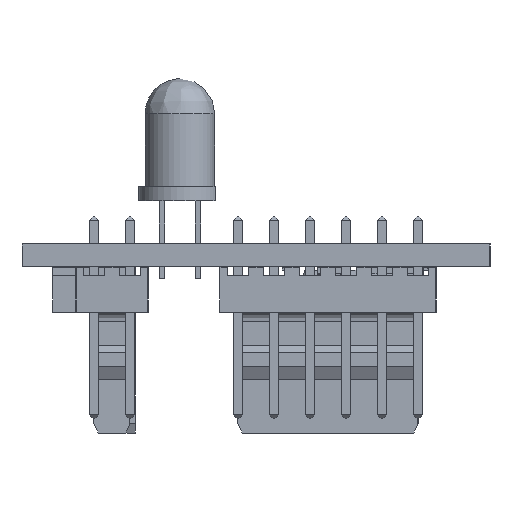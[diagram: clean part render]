
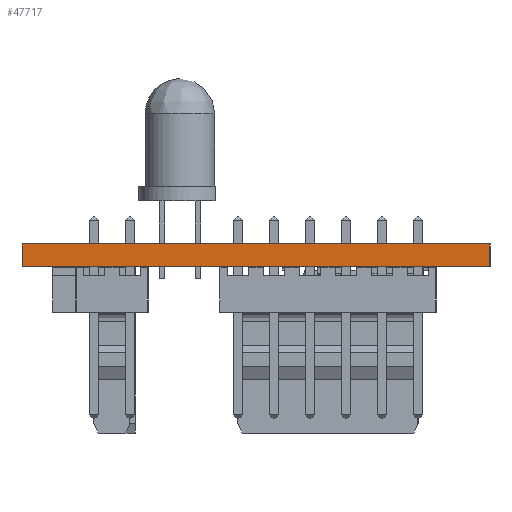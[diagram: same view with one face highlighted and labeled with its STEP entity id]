
A CAD part, left-side view. The second image highlights one B-rep face of the part: STEP entity #47717.
In plain terms, the highlighted planar face has unit normal (-1, 0, 0).
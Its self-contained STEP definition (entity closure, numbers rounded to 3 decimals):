
#47717 = ADVANCED_FACE('',(#47718),#47732,.F.);
#47718 = FACE_BOUND('',#47719,.F.);
#47719 = EDGE_LOOP('',(#47720,#47755,#47783,#47811));
#47720 = ORIENTED_EDGE('',*,*,#47721,.T.);
#47721 = EDGE_CURVE('',#47722,#47724,#47726,.T.);
#47722 = VERTEX_POINT('',#47723);
#47723 = CARTESIAN_POINT('',(0.,33.02,0.));
#47724 = VERTEX_POINT('',#47725);
#47725 = CARTESIAN_POINT('',(0.,33.02,1.6));
#47726 = SURFACE_CURVE('',#47727,(#47731,#47743),.PCURVE_S1.);
#47727 = LINE('',#47728,#47729);
#47728 = CARTESIAN_POINT('',(0.,33.02,0.));
#47729 = VECTOR('',#47730,1.);
#47730 = DIRECTION('',(0.,0.,1.));
#47731 = PCURVE('',#47732,#47737);
#47732 = PLANE('',#47733);
#47733 = AXIS2_PLACEMENT_3D('',#47734,#47735,#47736);
#47734 = CARTESIAN_POINT('',(0.,33.02,0.));
#47735 = DIRECTION('',(1.,0.,-0.));
#47736 = DIRECTION('',(0.,-1.,0.));
#47737 = DEFINITIONAL_REPRESENTATION('',(#47738),#47742);
#47738 = LINE('',#47739,#47740);
#47739 = CARTESIAN_POINT('',(0.,0.));
#47740 = VECTOR('',#47741,1.);
#47741 = DIRECTION('',(0.,-1.));
#47742 = ( GEOMETRIC_REPRESENTATION_CONTEXT(2) 
PARAMETRIC_REPRESENTATION_CONTEXT() REPRESENTATION_CONTEXT('2D SPACE',''
  ) );
#47743 = PCURVE('',#47744,#47749);
#47744 = PLANE('',#47745);
#47745 = AXIS2_PLACEMENT_3D('',#47746,#47747,#47748);
#47746 = CARTESIAN_POINT('',(403.86,33.02,0.));
#47747 = DIRECTION('',(0.,-1.,0.));
#47748 = DIRECTION('',(-1.,0.,0.));
#47749 = DEFINITIONAL_REPRESENTATION('',(#47750),#47754);
#47750 = LINE('',#47751,#47752);
#47751 = CARTESIAN_POINT('',(403.86,0.));
#47752 = VECTOR('',#47753,1.);
#47753 = DIRECTION('',(0.,-1.));
#47754 = ( GEOMETRIC_REPRESENTATION_CONTEXT(2) 
PARAMETRIC_REPRESENTATION_CONTEXT() REPRESENTATION_CONTEXT('2D SPACE',''
  ) );
#47755 = ORIENTED_EDGE('',*,*,#47756,.T.);
#47756 = EDGE_CURVE('',#47724,#47757,#47759,.T.);
#47757 = VERTEX_POINT('',#47758);
#47758 = CARTESIAN_POINT('',(0.,0.,1.6));
#47759 = SURFACE_CURVE('',#47760,(#47764,#47771),.PCURVE_S1.);
#47760 = LINE('',#47761,#47762);
#47761 = CARTESIAN_POINT('',(0.,33.02,1.6));
#47762 = VECTOR('',#47763,1.);
#47763 = DIRECTION('',(0.,-1.,0.));
#47764 = PCURVE('',#47732,#47765);
#47765 = DEFINITIONAL_REPRESENTATION('',(#47766),#47770);
#47766 = LINE('',#47767,#47768);
#47767 = CARTESIAN_POINT('',(0.,-1.6));
#47768 = VECTOR('',#47769,1.);
#47769 = DIRECTION('',(1.,0.));
#47770 = ( GEOMETRIC_REPRESENTATION_CONTEXT(2) 
PARAMETRIC_REPRESENTATION_CONTEXT() REPRESENTATION_CONTEXT('2D SPACE',''
  ) );
#47771 = PCURVE('',#47772,#47777);
#47772 = PLANE('',#47773);
#47773 = AXIS2_PLACEMENT_3D('',#47774,#47775,#47776);
#47774 = CARTESIAN_POINT('',(201.93,16.51,1.6));
#47775 = DIRECTION('',(0.,0.,1.));
#47776 = DIRECTION('',(1.,0.,-0.));
#47777 = DEFINITIONAL_REPRESENTATION('',(#47778),#47782);
#47778 = LINE('',#47779,#47780);
#47779 = CARTESIAN_POINT('',(-201.93,16.51));
#47780 = VECTOR('',#47781,1.);
#47781 = DIRECTION('',(0.,-1.));
#47782 = ( GEOMETRIC_REPRESENTATION_CONTEXT(2) 
PARAMETRIC_REPRESENTATION_CONTEXT() REPRESENTATION_CONTEXT('2D SPACE',''
  ) );
#47783 = ORIENTED_EDGE('',*,*,#47784,.F.);
#47784 = EDGE_CURVE('',#47785,#47757,#47787,.T.);
#47785 = VERTEX_POINT('',#47786);
#47786 = CARTESIAN_POINT('',(0.,-0.,0.));
#47787 = SURFACE_CURVE('',#47788,(#47792,#47799),.PCURVE_S1.);
#47788 = LINE('',#47789,#47790);
#47789 = CARTESIAN_POINT('',(0.,-0.,0.));
#47790 = VECTOR('',#47791,1.);
#47791 = DIRECTION('',(0.,0.,1.));
#47792 = PCURVE('',#47732,#47793);
#47793 = DEFINITIONAL_REPRESENTATION('',(#47794),#47798);
#47794 = LINE('',#47795,#47796);
#47795 = CARTESIAN_POINT('',(33.02,0.));
#47796 = VECTOR('',#47797,1.);
#47797 = DIRECTION('',(0.,-1.));
#47798 = ( GEOMETRIC_REPRESENTATION_CONTEXT(2) 
PARAMETRIC_REPRESENTATION_CONTEXT() REPRESENTATION_CONTEXT('2D SPACE',''
  ) );
#47799 = PCURVE('',#47800,#47805);
#47800 = PLANE('',#47801);
#47801 = AXIS2_PLACEMENT_3D('',#47802,#47803,#47804);
#47802 = CARTESIAN_POINT('',(0.,0.,0.));
#47803 = DIRECTION('',(0.,1.,0.));
#47804 = DIRECTION('',(1.,0.,0.));
#47805 = DEFINITIONAL_REPRESENTATION('',(#47806),#47810);
#47806 = LINE('',#47807,#47808);
#47807 = CARTESIAN_POINT('',(0.,0.));
#47808 = VECTOR('',#47809,1.);
#47809 = DIRECTION('',(0.,-1.));
#47810 = ( GEOMETRIC_REPRESENTATION_CONTEXT(2) 
PARAMETRIC_REPRESENTATION_CONTEXT() REPRESENTATION_CONTEXT('2D SPACE',''
  ) );
#47811 = ORIENTED_EDGE('',*,*,#47812,.F.);
#47812 = EDGE_CURVE('',#47722,#47785,#47813,.T.);
#47813 = SURFACE_CURVE('',#47814,(#47818,#47825),.PCURVE_S1.);
#47814 = LINE('',#47815,#47816);
#47815 = CARTESIAN_POINT('',(0.,33.02,0.));
#47816 = VECTOR('',#47817,1.);
#47817 = DIRECTION('',(0.,-1.,0.));
#47818 = PCURVE('',#47732,#47819);
#47819 = DEFINITIONAL_REPRESENTATION('',(#47820),#47824);
#47820 = LINE('',#47821,#47822);
#47821 = CARTESIAN_POINT('',(0.,0.));
#47822 = VECTOR('',#47823,1.);
#47823 = DIRECTION('',(1.,0.));
#47824 = ( GEOMETRIC_REPRESENTATION_CONTEXT(2) 
PARAMETRIC_REPRESENTATION_CONTEXT() REPRESENTATION_CONTEXT('2D SPACE',''
  ) );
#47825 = PCURVE('',#47826,#47831);
#47826 = PLANE('',#47827);
#47827 = AXIS2_PLACEMENT_3D('',#47828,#47829,#47830);
#47828 = CARTESIAN_POINT('',(201.93,16.51,0.));
#47829 = DIRECTION('',(0.,0.,1.));
#47830 = DIRECTION('',(1.,0.,-0.));
#47831 = DEFINITIONAL_REPRESENTATION('',(#47832),#47836);
#47832 = LINE('',#47833,#47834);
#47833 = CARTESIAN_POINT('',(-201.93,16.51));
#47834 = VECTOR('',#47835,1.);
#47835 = DIRECTION('',(0.,-1.));
#47836 = ( GEOMETRIC_REPRESENTATION_CONTEXT(2) 
PARAMETRIC_REPRESENTATION_CONTEXT() REPRESENTATION_CONTEXT('2D SPACE',''
  ) );
